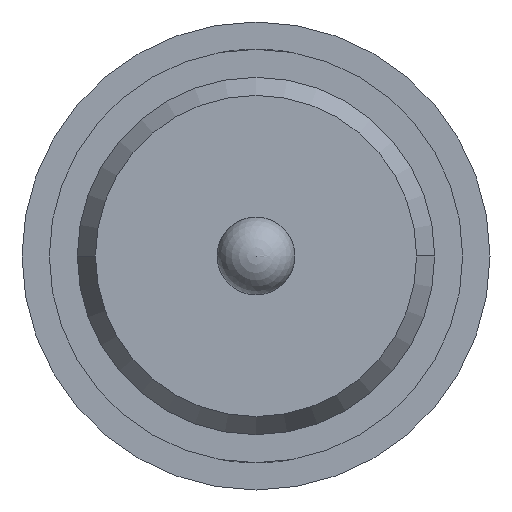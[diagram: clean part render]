
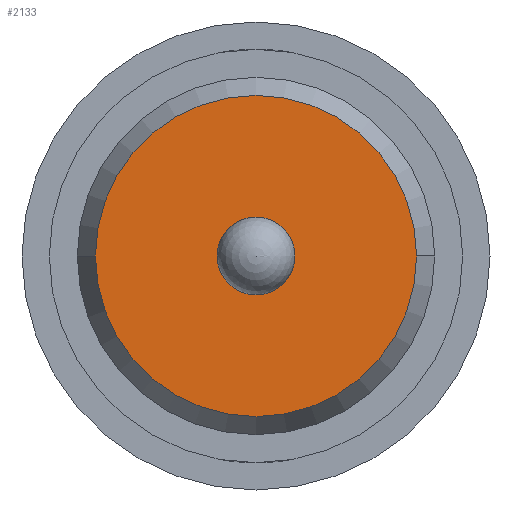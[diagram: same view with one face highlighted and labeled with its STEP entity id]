
A CAD part, front view. The second image highlights one B-rep face of the part: STEP entity #2133.
In plain terms, the highlighted planar face has unit normal (0, -1, 0).
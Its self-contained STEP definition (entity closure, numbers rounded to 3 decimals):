
#283 = EDGE_CURVE ( 'Defeature ausgef�hrt1_17+Defeature ausgef�hrt1_16+Defeature ausgef�hrt1_16+Defeature ausgef�hrt1_16', #1240, #572, #873, .T. ) ;
#295 = ORIENTED_EDGE ( 'NONE', *, *, #1899, .T. ) ;
#427 = CARTESIAN_POINT ( 'NONE',  ( 0., -28.6, 0.25 ) ) ;
#572 = VERTEX_POINT ( 'NONE', #1448 ) ;
#827 = CARTESIAN_POINT ( 'NONE',  ( -1.03, -28.6, 0. ) ) ;
#873 = CIRCLE ( 'NONE', #4282, 1.03 ) ;
#886 = AXIS2_PLACEMENT_3D ( 'NONE', #1491, #1507, #2628 ) ;
#933 = DIRECTION ( 'NONE',  ( 0., -1., 0. ) ) ;
#1182 = EDGE_LOOP ( 'NONE', ( #4102, #295 ) ) ;
#1240 = VERTEX_POINT ( 'NONE', #827 ) ;
#1304 = CARTESIAN_POINT ( 'NONE',  ( 0., -28.6, -0.25 ) ) ;
#1347 = PLANE ( 'NONE',  #1837 ) ;
#1362 = DIRECTION ( 'NONE',  ( 0., 1., 0. ) ) ;
#1442 = EDGE_LOOP ( 'NONE', ( #4704, #2144 ) ) ;
#1448 = CARTESIAN_POINT ( 'NONE',  ( 1.03, -28.6, 0. ) ) ;
#1491 = CARTESIAN_POINT ( 'NONE',  ( 0., -28.6, 0. ) ) ;
#1507 = DIRECTION ( 'NONE',  ( 0., 1., 0. ) ) ;
#1807 = CIRCLE ( 'NONE', #3395, 1.03 ) ;
#1837 = AXIS2_PLACEMENT_3D ( 'NONE', #4012, #4413, #2100 ) ;
#1899 = EDGE_CURVE ( 'Defeature ausgef�hrt1_17+Defeature ausgef�hrt1_16+Defeature ausgef�hrt1_16+Defeature ausgef�hrt1_16', #572, #1240, #1807, .T. ) ;
#2044 = FACE_OUTER_BOUND ( 'NONE', #1182, .T. ) ;
#2100 = DIRECTION ( 'NONE',  ( 1., 0., 0. ) ) ;
#2133 = ADVANCED_FACE ( 'Defeature ausgef�hrt1_17', ( #2399, #2044 ), #1347, .T. ) ;
#2144 = ORIENTED_EDGE ( 'NONE', *, *, #2844, .T. ) ;
#2399 = FACE_BOUND ( 'NONE', #1442, .T. ) ;
#2628 = DIRECTION ( 'NONE',  ( 0., 0., -1. ) ) ;
#2721 = VERTEX_POINT ( 'NONE', #1304 ) ;
#2828 = CIRCLE ( 'NONE', #4683, 0.25 ) ;
#2844 = EDGE_CURVE ( 'Defeature ausgef�hrt1_17+Defeature ausgef�hrt1_14+Defeature ausgef�hrt1_14+Defeature ausgef�hrt1_14', #2721, #4741, #2828, .T. ) ;
#2858 = DIRECTION ( 'NONE',  ( 0., 0., -1. ) ) ;
#2882 = CARTESIAN_POINT ( 'NONE',  ( 0., -28.6, 0. ) ) ;
#3395 = AXIS2_PLACEMENT_3D ( 'NONE', #2882, #3984, #4378 ) ;
#3918 = CARTESIAN_POINT ( 'NONE',  ( 0., -28.6, 0. ) ) ;
#3984 = DIRECTION ( 'NONE',  ( 0., -1., 0. ) ) ;
#4012 = CARTESIAN_POINT ( 'NONE',  ( -1.145, -28.6, 0. ) ) ;
#4102 = ORIENTED_EDGE ( 'NONE', *, *, #283, .T. ) ;
#4282 = AXIS2_PLACEMENT_3D ( 'NONE', #3918, #933, #4732 ) ;
#4378 = DIRECTION ( 'NONE',  ( 1., 0., 0. ) ) ;
#4413 = DIRECTION ( 'NONE',  ( 0., -1., 0. ) ) ;
#4462 = CARTESIAN_POINT ( 'NONE',  ( 0., -28.6, 0. ) ) ;
#4513 = EDGE_CURVE ( 'Defeature ausgef�hrt1_17+Defeature ausgef�hrt1_14+Defeature ausgef�hrt1_14+Defeature ausgef�hrt1_14', #4741, #2721, #4733, .T. ) ;
#4683 = AXIS2_PLACEMENT_3D ( 'NONE', #4462, #1362, #2858 ) ;
#4704 = ORIENTED_EDGE ( 'NONE', *, *, #4513, .T. ) ;
#4732 = DIRECTION ( 'NONE',  ( 1., 0., 0. ) ) ;
#4733 = CIRCLE ( 'NONE', #886, 0.25 ) ;
#4741 = VERTEX_POINT ( 'NONE', #427 ) ;
